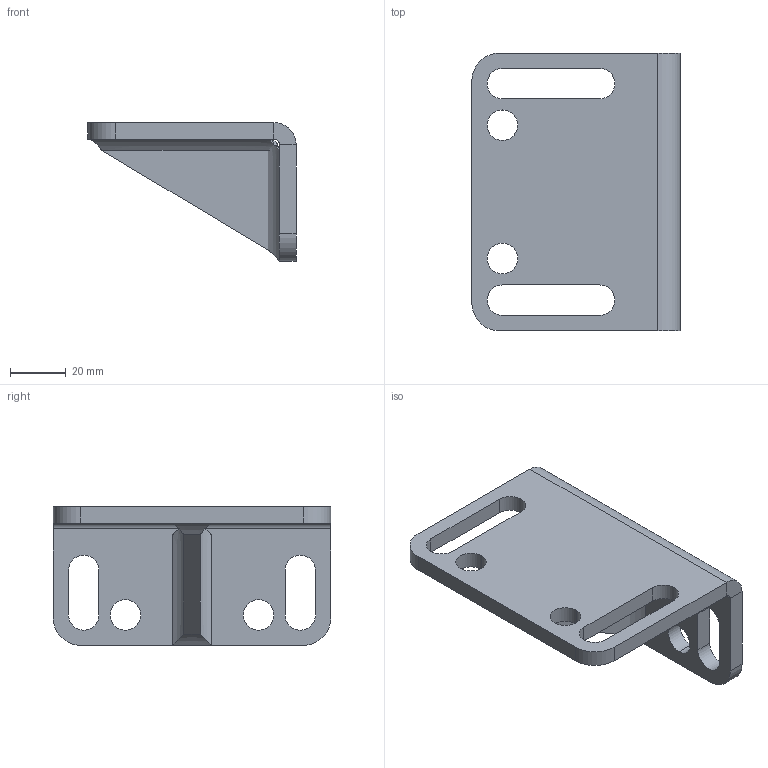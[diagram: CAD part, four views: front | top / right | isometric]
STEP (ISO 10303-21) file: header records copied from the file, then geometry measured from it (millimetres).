
FILE_DESCRIPTION (( 'STEP AP214' ), '1' );
FILE_NAME ('32066_Konsole_geschweißt.STEP', '2018-05-03T06:42:33', ( '' ), ( '' ), 'SwSTEP 2.0', 'SolidWorks 2017', '' );
FILE_SCHEMA (( 'AUTOMOTIVE_DESIGN' ));
Length unit declared in the file: millimetre
Products named in the file (5): 32066_Konsole_geschweißt; 90230_Teil1; 90231_Teil2_Default<Wie bearbeitet>; bead6; bead7
Assembly tree (4 placements, depth 2):
  32066_Konsole_geschweißt
    90230_Teil1
    90231_Teil2_Default<Wie bearbeitet>
    bead6
    bead7
Bounding box: 75 x 100 x 50 mm (x, y, z)
Volume: 68683.4 mm3; surface area: 31937.1 mm2
Topology: 4 solids, 4 shells, 76 faces, 192 edges, 124 vertices
Faces by surface type: plane 35, cylinder 27, bspline 14
Entity records: 3086 total; most frequent: CARTESIAN_POINT 1073, ORIENTED_EDGE 384, DIRECTION 376, EDGE_CURVE 192, AXIS2_PLACEMENT_3D 131, VERTEX_POINT 124, VECTOR 114, LINE 114
